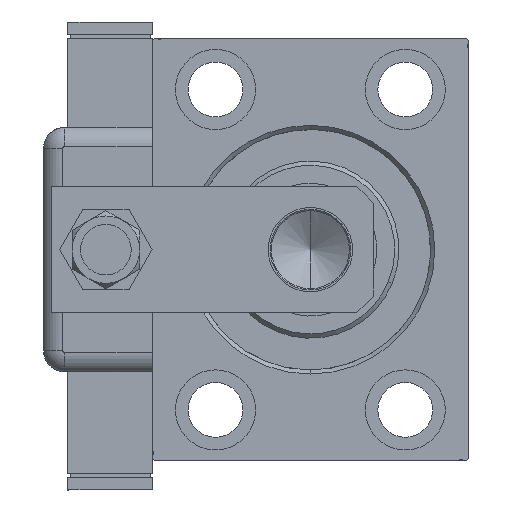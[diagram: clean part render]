
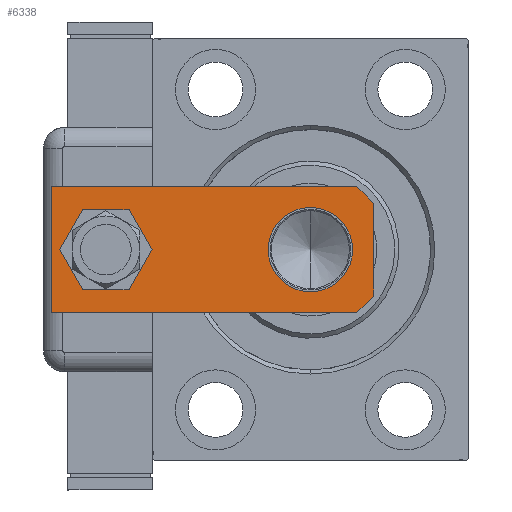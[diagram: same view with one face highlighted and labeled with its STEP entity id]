
A CAD part, left-side view. The second image highlights one B-rep face of the part: STEP entity #6338.
In plain terms, the highlighted face is planar.
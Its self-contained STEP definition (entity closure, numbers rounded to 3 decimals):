
#374 = DIRECTION ( 'NONE',  ( 1., 0., 0. ) ) ;
#441 = ORIENTED_EDGE ( 'NONE', *, *, #22498, .F. ) ;
#904 = EDGE_CURVE ( 'NONE', #55632, #34829, #35631, .T. ) ;
#1747 = CARTESIAN_POINT ( 'NONE',  ( -15., 76.5, 0. ) ) ;
#2225 = AXIS2_PLACEMENT_3D ( 'NONE', #18078, #51127, #23870 ) ;
#3800 = PLANE ( 'NONE',  #43488 ) ;
#6338 = ADVANCED_FACE ( 'NONE', ( #19074, #27040, #45715 ), #3800, .F. ) ;
#6721 = CARTESIAN_POINT ( 'NONE',  ( 15., 4., 0. ) ) ;
#8550 = DIRECTION ( 'NONE',  ( 0., 0., 1. ) ) ;
#8729 = CARTESIAN_POINT ( 'NONE',  ( 7., 63.5, 0. ) ) ;
#9282 = ORIENTED_EDGE ( 'NONE', *, *, #30896, .F. ) ;
#9489 = AXIS2_PLACEMENT_3D ( 'NONE', #25883, #30171, #53742 ) ;
#9940 = LINE ( 'NONE', #47279, #46902 ) ;
#10242 = CARTESIAN_POINT ( 'NONE',  ( 15., 76.5, 0. ) ) ;
#11621 = AXIS2_PLACEMENT_3D ( 'NONE', #26051, #58496, #35246 ) ;
#12674 = LINE ( 'NONE', #50021, #17850 ) ;
#13342 = ORIENTED_EDGE ( 'NONE', *, *, #54466, .T. ) ;
#13491 = VERTEX_POINT ( 'NONE', #50938 ) ;
#14111 = LINE ( 'NONE', #19618, #14931 ) ;
#14341 = CIRCLE ( 'NONE', #9489, 10. ) ;
#14653 = VECTOR ( 'NONE', #30026, 1000. ) ;
#14931 = VECTOR ( 'NONE', #374, 1000. ) ;
#15617 = EDGE_CURVE ( 'NONE', #45178, #13491, #28239, .T. ) ;
#17518 = EDGE_CURVE ( 'NONE', #42123, #26593, #9940, .T. ) ;
#17850 = VECTOR ( 'NONE', #26747, 1000. ) ;
#17870 = DIRECTION ( 'NONE',  ( 0., 0., 1. ) ) ;
#18078 = CARTESIAN_POINT ( 'NONE',  ( 0., 63.5, 0. ) ) ;
#19074 = FACE_OUTER_BOUND ( 'NONE', #60024, .T. ) ;
#19291 = CARTESIAN_POINT ( 'NONE',  ( -11., 0., 0. ) ) ;
#19618 = CARTESIAN_POINT ( 'NONE',  ( -15., 0., 0. ) ) ;
#21309 = EDGE_LOOP ( 'NONE', ( #13342, #25862 ) ) ;
#22287 = ORIENTED_EDGE ( 'NONE', *, *, #39648, .F. ) ;
#22457 = CARTESIAN_POINT ( 'NONE',  ( 0., 0., 0. ) ) ;
#22498 = EDGE_CURVE ( 'NONE', #51856, #58709, #53593, .T. ) ;
#23870 = DIRECTION ( 'NONE',  ( 1., 0., 0. ) ) ;
#25862 = ORIENTED_EDGE ( 'NONE', *, *, #15617, .T. ) ;
#25883 = CARTESIAN_POINT ( 'NONE',  ( 0., 15., 0. ) ) ;
#25985 = LINE ( 'NONE', #6721, #44941 ) ;
#26051 = CARTESIAN_POINT ( 'NONE',  ( 0., 15., 0. ) ) ;
#26593 = VERTEX_POINT ( 'NONE', #53980 ) ;
#26747 = DIRECTION ( 'NONE',  ( -1., 0., 0. ) ) ;
#27040 = FACE_BOUND ( 'NONE', #30750, .T. ) ;
#28239 = CIRCLE ( 'NONE', #11621, 10. ) ;
#28736 = LINE ( 'NONE', #1747, #48010 ) ;
#28768 = EDGE_CURVE ( 'NONE', #51856, #58475, #25985, .T. ) ;
#28959 = ORIENTED_EDGE ( 'NONE', *, *, #17518, .T. ) ;
#30026 = DIRECTION ( 'NONE',  ( 0., 1., 0. ) ) ;
#30171 = DIRECTION ( 'NONE',  ( 0., 0., 1. ) ) ;
#30750 = EDGE_LOOP ( 'NONE', ( #53513, #40494 ) ) ;
#30896 = EDGE_CURVE ( 'NONE', #37448, #26593, #28736, .T. ) ;
#32539 = CIRCLE ( 'NONE', #2225, 7. ) ;
#33810 = CARTESIAN_POINT ( 'NONE',  ( -7., 63.5, 0. ) ) ;
#34792 = CARTESIAN_POINT ( 'NONE',  ( 10., 15., 0. ) ) ;
#34829 = VERTEX_POINT ( 'NONE', #33810 ) ;
#35183 = DIRECTION ( 'NONE',  ( -0.707, -0.707, 0. ) ) ;
#35246 = DIRECTION ( 'NONE',  ( 1., 0., 0. ) ) ;
#35631 = CIRCLE ( 'NONE', #41490, 7. ) ;
#36145 = EDGE_CURVE ( 'NONE', #34829, #55632, #32539, .T. ) ;
#36546 = DIRECTION ( 'NONE',  ( 1., 0., 0. ) ) ;
#37448 = VERTEX_POINT ( 'NONE', #38835 ) ;
#38835 = CARTESIAN_POINT ( 'NONE',  ( -15., 76.5, 0. ) ) ;
#39648 = EDGE_CURVE ( 'NONE', #58709, #37448, #12674, .T. ) ;
#39708 = ORIENTED_EDGE ( 'NONE', *, *, #39916, .F. ) ;
#39916 = EDGE_CURVE ( 'NONE', #42123, #58475, #14111, .T. ) ;
#40494 = ORIENTED_EDGE ( 'NONE', *, *, #904, .T. ) ;
#41304 = DIRECTION ( 'NONE',  ( 1., 0., 0. ) ) ;
#41490 = AXIS2_PLACEMENT_3D ( 'NONE', #50486, #8550, #41304 ) ;
#41946 = CARTESIAN_POINT ( 'NONE',  ( 11., 0., 0. ) ) ;
#42123 = VERTEX_POINT ( 'NONE', #19291 ) ;
#43488 = AXIS2_PLACEMENT_3D ( 'NONE', #22457, #17870, #36546 ) ;
#44413 = CARTESIAN_POINT ( 'NONE',  ( 15., 0., 0. ) ) ;
#44941 = VECTOR ( 'NONE', #35183, 1000. ) ;
#45091 = ORIENTED_EDGE ( 'NONE', *, *, #28768, .T. ) ;
#45178 = VERTEX_POINT ( 'NONE', #34792 ) ;
#45715 = FACE_BOUND ( 'NONE', #21309, .T. ) ;
#46902 = VECTOR ( 'NONE', #55860, 1000. ) ;
#47115 = DIRECTION ( 'NONE',  ( 0., -1., 0. ) ) ;
#47279 = CARTESIAN_POINT ( 'NONE',  ( -11., 0., 0. ) ) ;
#48010 = VECTOR ( 'NONE', #47115, 1000. ) ;
#48080 = CARTESIAN_POINT ( 'NONE',  ( 15., 4., 0. ) ) ;
#50021 = CARTESIAN_POINT ( 'NONE',  ( 15., 76.5, 0. ) ) ;
#50486 = CARTESIAN_POINT ( 'NONE',  ( 0., 63.5, 0. ) ) ;
#50938 = CARTESIAN_POINT ( 'NONE',  ( -10., 15., 0. ) ) ;
#51127 = DIRECTION ( 'NONE',  ( 0., 0., 1. ) ) ;
#51856 = VERTEX_POINT ( 'NONE', #48080 ) ;
#53513 = ORIENTED_EDGE ( 'NONE', *, *, #36145, .T. ) ;
#53593 = LINE ( 'NONE', #44413, #14653 ) ;
#53742 = DIRECTION ( 'NONE',  ( 1., 0., 0. ) ) ;
#53980 = CARTESIAN_POINT ( 'NONE',  ( -15., 4., 0. ) ) ;
#54466 = EDGE_CURVE ( 'NONE', #13491, #45178, #14341, .T. ) ;
#55632 = VERTEX_POINT ( 'NONE', #8729 ) ;
#55860 = DIRECTION ( 'NONE',  ( -0.707, 0.707, 0. ) ) ;
#58475 = VERTEX_POINT ( 'NONE', #41946 ) ;
#58496 = DIRECTION ( 'NONE',  ( 0., 0., 1. ) ) ;
#58709 = VERTEX_POINT ( 'NONE', #10242 ) ;
#60024 = EDGE_LOOP ( 'NONE', ( #39708, #28959, #9282, #22287, #441, #45091 ) ) ;
